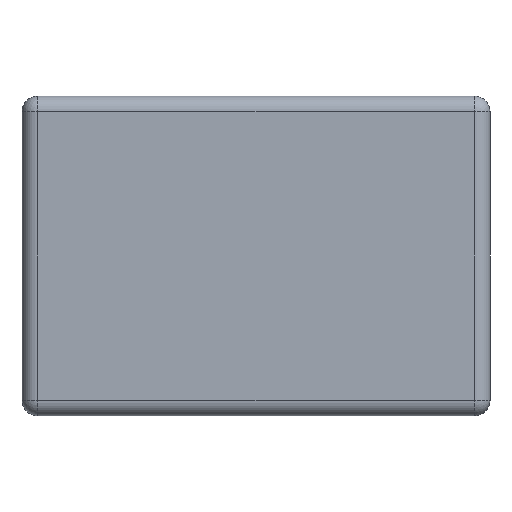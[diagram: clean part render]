
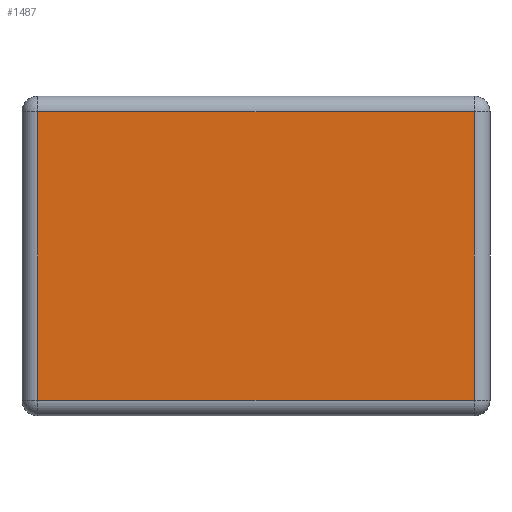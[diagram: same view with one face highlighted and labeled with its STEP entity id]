
A CAD part, front view. The second image highlights one B-rep face of the part: STEP entity #1487.
In plain terms, the highlighted planar face has unit normal (0, -1, 0).
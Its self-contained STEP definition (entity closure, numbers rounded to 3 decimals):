
#343=DIRECTION('',(1.,0.,0.));
#344=VECTOR('',#343,56.);
#345=CARTESIAN_POINT('',(2.,0.,39.));
#346=LINE('',#345,#344);
#347=DIRECTION('',(0.,0.,-1.));
#348=VECTOR('',#347,37.);
#349=CARTESIAN_POINT('',(58.,0.,39.));
#350=LINE('',#349,#348);
#351=DIRECTION('',(-1.,0.,0.));
#352=VECTOR('',#351,56.);
#353=CARTESIAN_POINT('',(58.,0.,2.));
#354=LINE('',#353,#352);
#355=DIRECTION('',(0.,0.,-1.));
#356=VECTOR('',#355,37.);
#357=CARTESIAN_POINT('',(2.,0.,39.));
#358=LINE('',#357,#356);
#836=CARTESIAN_POINT('',(2.,0.,39.));
#837=CARTESIAN_POINT('',(58.,0.,39.));
#838=VERTEX_POINT('',#836);
#839=VERTEX_POINT('',#837);
#852=CARTESIAN_POINT('',(58.,0.,2.));
#853=VERTEX_POINT('',#852);
#860=CARTESIAN_POINT('',(2.,0.,2.));
#861=VERTEX_POINT('',#860);
#1473=CARTESIAN_POINT('',(0.,0.,0.));
#1474=DIRECTION('',(0.,-1.,0.));
#1475=DIRECTION('',(1.,0.,0.));
#1476=AXIS2_PLACEMENT_3D('',#1473,#1474,#1475);
#1477=PLANE('',#1476);
#1478=ORIENTED_EDGE('',*,*,#1456,.T.);
#1480=ORIENTED_EDGE('',*,*,#1479,.T.);
#1482=ORIENTED_EDGE('',*,*,#1481,.T.);
#1484=ORIENTED_EDGE('',*,*,#1483,.F.);
#1485=EDGE_LOOP('',(#1478,#1480,#1482,#1484));
#1486=FACE_OUTER_BOUND('',#1485,.F.);
#1487=ADVANCED_FACE('',(#1486),#1477,.T.);
#1456=EDGE_CURVE('',#838,#839,#346,.T.);
#1479=EDGE_CURVE('',#839,#853,#350,.T.);
#1481=EDGE_CURVE('',#853,#861,#354,.T.);
#1483=EDGE_CURVE('',#838,#861,#358,.T.);
